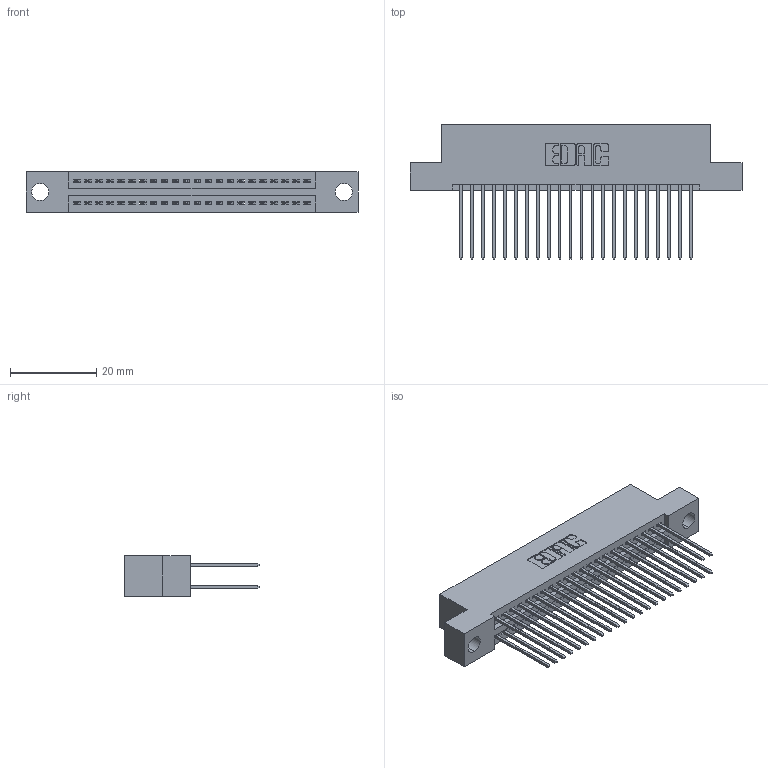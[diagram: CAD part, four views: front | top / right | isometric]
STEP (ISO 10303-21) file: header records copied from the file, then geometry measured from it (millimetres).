
FILE_DESCRIPTION (( 'STEP AP203' ), '1' );
FILE_NAME ('395-044-542-204.STEP', '2018-11-15T21:02:58', ( '' ), ( '' ), 'SwSTEP 2.0', 'SolidWorks 2016', '' );
FILE_SCHEMA (( 'CONFIG_CONTROL_DESIGN' ));
Length unit declared in the file: inch
Products named in the file (3): 345 Part_Flush Mounting Lugs - 0.156 Dia-TH; 345-292-001_345-293-142; 395-044-542-204
Assembly tree (45 placements, depth 2):
  395-044-542-204
    345 Part_Flush Mounting Lugs - 0.156 Dia-TH
    345-292-001_345-293-142  x44
Bounding box: 77.09 x 31.29 x 9.4 mm (x, y, z)
Volume: 7420.1 mm3; surface area: 11354.5 mm2
Topology: 45 solids, 45 shells, 2326 faces, 6897 edges, 4538 vertices
Faces by surface type: plane 1532, cylinder 794
Entity records: 19975 total; most frequent: CARTESIAN_POINT 3368, ORIENTED_EDGE 3302, DIRECTION 2995, EDGE_CURVE 1651, LINE 1431, VECTOR 1431, VERTEX_POINT 1098, AXIS2_PLACEMENT_3D 782
